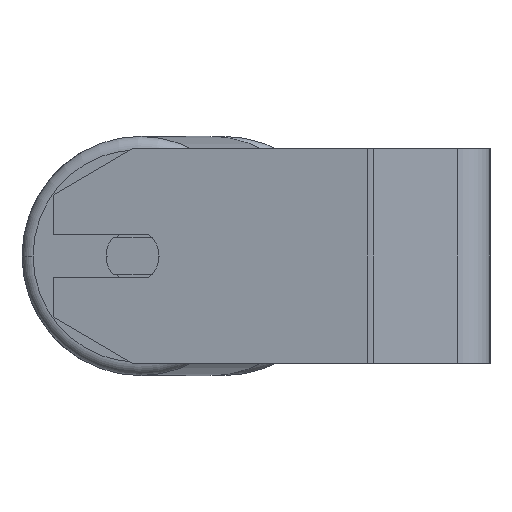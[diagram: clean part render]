
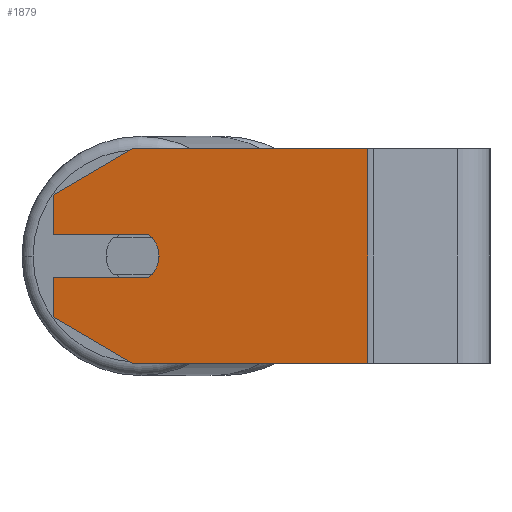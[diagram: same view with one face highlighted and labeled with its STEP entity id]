
A CAD part, left-side view. The second image highlights one B-rep face of the part: STEP entity #1879.
In plain terms, the highlighted planar face has unit normal (-0.985, 0.174, 0).
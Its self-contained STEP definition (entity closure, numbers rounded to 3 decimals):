
#196 = DIRECTION ( 'NONE',  ( -0.174, -0.985, 0. ) ) ;
#320 = VERTEX_POINT ( 'NONE', #1656 ) ;
#362 = EDGE_CURVE ( 'NONE', #320, #6837, #5600, .T. ) ;
#495 = CARTESIAN_POINT ( 'NONE',  ( -279.159, 162.572, 22.679 ) ) ;
#496 = VERTEX_POINT ( 'NONE', #3856 ) ;
#655 = VERTEX_POINT ( 'NONE', #3371 ) ;
#822 = ORIENTED_EDGE ( 'NONE', *, *, #2654, .T. ) ;
#893 = LINE ( 'NONE', #3639, #948 ) ;
#948 = VECTOR ( 'NONE', #3590, 1000. ) ;
#1001 = VERTEX_POINT ( 'NONE', #8305 ) ;
#1038 = VECTOR ( 'NONE', #2490, 1000. ) ;
#1093 = EDGE_CURVE ( 'NONE', #496, #5778, #1869, .T. ) ;
#1165 = CARTESIAN_POINT ( 'NONE',  ( -279.159, 162.572, 22.679 ) ) ;
#1180 = DIRECTION ( 'NONE',  ( -0.174, -0.985, 0. ) ) ;
#1289 = EDGE_CURVE ( 'NONE', #5778, #6837, #6128, .T. ) ;
#1431 = VECTOR ( 'NONE', #2665, 1000. ) ;
#1614 = ORIENTED_EDGE ( 'NONE', *, *, #7201, .F. ) ;
#1656 = CARTESIAN_POINT ( 'NONE',  ( -285.411, 127.119, 8. ) ) ;
#1702 = DIRECTION ( 'NONE',  ( 0., 0., -1. ) ) ;
#1736 = ORIENTED_EDGE ( 'NONE', *, *, #2261, .F. ) ;
#1782 = EDGE_CURVE ( 'NONE', #1001, #655, #2791, .T. ) ;
#1869 = LINE ( 'NONE', #1165, #5683 ) ;
#1879 = ADVANCED_FACE ( 'NONE', ( #3054 ), #3095, .F. ) ;
#2261 = EDGE_CURVE ( 'NONE', #496, #1001, #4941, .T. ) ;
#2341 = ORIENTED_EDGE ( 'NONE', *, *, #1093, .T. ) ;
#2401 = ORIENTED_EDGE ( 'NONE', *, *, #8184, .F. ) ;
#2411 = LINE ( 'NONE', #2454, #3899 ) ;
#2418 = CARTESIAN_POINT ( 'NONE',  ( -279.159, 162.572, -40. ) ) ;
#2454 = CARTESIAN_POINT ( 'NONE',  ( -279.159, 162.572, 40. ) ) ;
#2490 = DIRECTION ( 'NONE',  ( -0.15, -0.853, -0.5 ) ) ;
#2500 = AXIS2_PLACEMENT_3D ( 'NONE', #4939, #3567, #4233 ) ;
#2644 = CIRCLE ( 'NONE', #2500, 10. ) ;
#2654 = EDGE_CURVE ( 'NONE', #7363, #2996, #3202, .T. ) ;
#2665 = DIRECTION ( 'NONE',  ( 0., 0., -1. ) ) ;
#2791 = LINE ( 'NONE', #4914, #5971 ) ;
#2880 = DIRECTION ( 'NONE',  ( 0., 0., -1. ) ) ;
#2996 = VERTEX_POINT ( 'NONE', #3669 ) ;
#3054 = FACE_OUTER_BOUND ( 'NONE', #6315, .T. ) ;
#3095 = PLANE ( 'NONE',  #7959 ) ;
#3202 = LINE ( 'NONE', #7141, #1038 ) ;
#3337 = ORIENTED_EDGE ( 'NONE', *, *, #362, .F. ) ;
#3371 = CARTESIAN_POINT ( 'NONE',  ( -299.818, 45.413, -40. ) ) ;
#3470 = ORIENTED_EDGE ( 'NONE', *, *, #1782, .F. ) ;
#3515 = CARTESIAN_POINT ( 'NONE',  ( -279.159, 162.572, 8. ) ) ;
#3567 = DIRECTION ( 'NONE',  ( -0.985, 0.174, 0. ) ) ;
#3590 = DIRECTION ( 'NONE',  ( -0.174, -0.985, 0. ) ) ;
#3639 = CARTESIAN_POINT ( 'NONE',  ( -285.411, 127.119, -8. ) ) ;
#3669 = CARTESIAN_POINT ( 'NONE',  ( -284.369, 133.028, -40. ) ) ;
#3856 = CARTESIAN_POINT ( 'NONE',  ( -284.369, 133.028, 40. ) ) ;
#3873 = ORIENTED_EDGE ( 'NONE', *, *, #1289, .T. ) ;
#3899 = VECTOR ( 'NONE', #1702, 1000. ) ;
#4233 = DIRECTION ( 'NONE',  ( -0.174, -0.985, 0. ) ) ;
#4263 = DIRECTION ( 'NONE',  ( 0.174, 0.985, 0. ) ) ;
#4427 = DIRECTION ( 'NONE',  ( 0.174, 0.985, 0. ) ) ;
#4563 = VECTOR ( 'NONE', #6991, 1000. ) ;
#4914 = CARTESIAN_POINT ( 'NONE',  ( -299.818, 45.413, 40. ) ) ;
#4926 = AXIS2_PLACEMENT_3D ( 'NONE', #5013, #7720, #196 ) ;
#4937 = CARTESIAN_POINT ( 'NONE',  ( -285.411, 127.119, -8. ) ) ;
#4939 = CARTESIAN_POINT ( 'NONE',  ( -284.369, 133.028, 0. ) ) ;
#4941 = LINE ( 'NONE', #7647, #4563 ) ;
#5013 = CARTESIAN_POINT ( 'NONE',  ( -284.369, 133.028, 0. ) ) ;
#5015 = EDGE_CURVE ( 'NONE', #2996, #655, #5751, .T. ) ;
#5299 = VERTEX_POINT ( 'NONE', #4937 ) ;
#5427 = ORIENTED_EDGE ( 'NONE', *, *, #6531, .T. ) ;
#5464 = CARTESIAN_POINT ( 'NONE',  ( -279.159, 162.572, 40. ) ) ;
#5537 = VERTEX_POINT ( 'NONE', #6169 ) ;
#5577 = CARTESIAN_POINT ( 'NONE',  ( -286.105, 123.18, 0. ) ) ;
#5600 = LINE ( 'NONE', #7632, #5953 ) ;
#5683 = VECTOR ( 'NONE', #7284, 1000. ) ;
#5751 = LINE ( 'NONE', #2418, #6993 ) ;
#5778 = VERTEX_POINT ( 'NONE', #495 ) ;
#5937 = VERTEX_POINT ( 'NONE', #5577 ) ;
#5953 = VECTOR ( 'NONE', #4263, 1000. ) ;
#5971 = VECTOR ( 'NONE', #2880, 1000. ) ;
#6128 = LINE ( 'NONE', #5464, #1431 ) ;
#6169 = CARTESIAN_POINT ( 'NONE',  ( -279.159, 162.572, -8. ) ) ;
#6315 = EDGE_LOOP ( 'NONE', ( #2401, #1614, #5427, #822, #8129, #3470, #1736, #2341, #3873, #3337, #6360 ) ) ;
#6360 = ORIENTED_EDGE ( 'NONE', *, *, #7576, .F. ) ;
#6531 = EDGE_CURVE ( 'NONE', #5537, #7363, #2411, .T. ) ;
#6555 = DIRECTION ( 'NONE',  ( 0.985, -0.174, 0. ) ) ;
#6837 = VERTEX_POINT ( 'NONE', #3515 ) ;
#6991 = DIRECTION ( 'NONE',  ( -0.174, -0.985, 0. ) ) ;
#6993 = VECTOR ( 'NONE', #1180, 1000. ) ;
#7141 = CARTESIAN_POINT ( 'NONE',  ( -284.369, 133.028, -40. ) ) ;
#7201 = EDGE_CURVE ( 'NONE', #5537, #5299, #893, .T. ) ;
#7284 = DIRECTION ( 'NONE',  ( 0.15, 0.853, -0.5 ) ) ;
#7363 = VERTEX_POINT ( 'NONE', #8180 ) ;
#7576 = EDGE_CURVE ( 'NONE', #5937, #320, #2644, .T. ) ;
#7632 = CARTESIAN_POINT ( 'NONE',  ( -285.411, 127.119, 8. ) ) ;
#7647 = CARTESIAN_POINT ( 'NONE',  ( -279.159, 162.572, 40. ) ) ;
#7720 = DIRECTION ( 'NONE',  ( -0.985, 0.174, 0. ) ) ;
#7959 = AXIS2_PLACEMENT_3D ( 'NONE', #8542, #6555, #4427 ) ;
#8129 = ORIENTED_EDGE ( 'NONE', *, *, #5015, .T. ) ;
#8180 = CARTESIAN_POINT ( 'NONE',  ( -279.159, 162.572, -22.679 ) ) ;
#8183 = CIRCLE ( 'NONE', #4926, 10. ) ;
#8184 = EDGE_CURVE ( 'NONE', #5299, #5937, #8183, .T. ) ;
#8305 = CARTESIAN_POINT ( 'NONE',  ( -299.818, 45.413, 40. ) ) ;
#8542 = CARTESIAN_POINT ( 'NONE',  ( -279.159, 162.572, 40. ) ) ;
